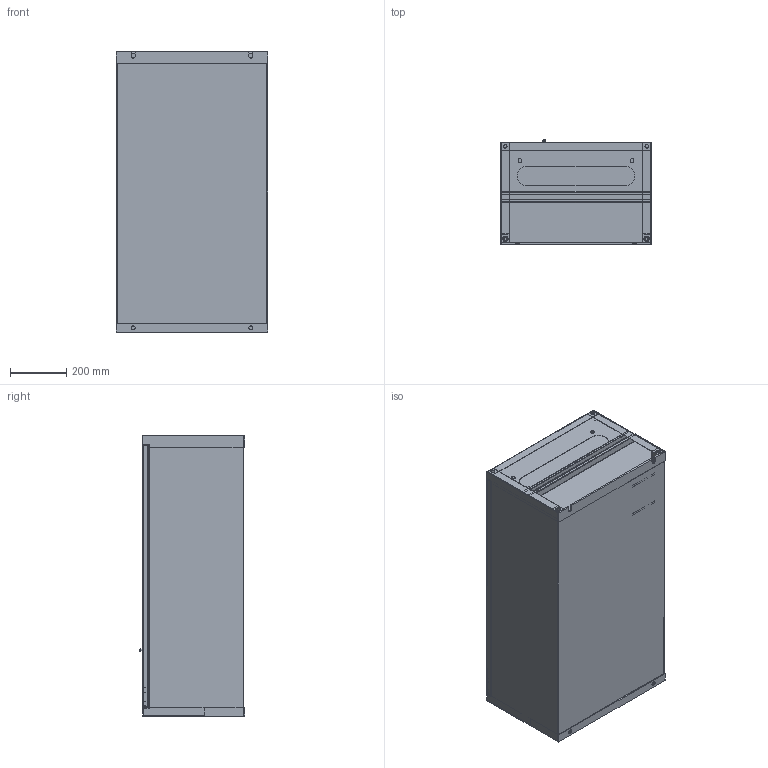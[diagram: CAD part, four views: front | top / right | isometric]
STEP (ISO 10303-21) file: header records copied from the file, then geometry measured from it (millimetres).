
FILE_DESCRIPTION (( 'STEP AP203' ), '1' );
FILE_NAME ('K740 690Â 15 òèïîðàçìåð_Óïðîñòèòü_1.STEP', '2023-08-02T11:51:41', ( '' ), ( '' ), 'SwSTEP 2.0', 'SolidWorks 2022', '' );
FILE_SCHEMA (( 'CONFIG_CONTROL_DESIGN' ));
Length unit declared in the file: millimetre
Products named in the file (1): K740 690В 15 типоразмер_Упростить_1
Bounding box: 540 x 375.8 x 1000 mm (x, y, z)
Volume: 170619612.9 mm3; surface area: 5930249.9 mm2
Topology: 2 solids, 3 shells, 2570 faces, 7331 edges, 4769 vertices
Faces by surface type: cylinder 1221, plane 1205, cone 96, torus 22, sphere 16, bspline 10
Entity records: 87110 total; most frequent: CARTESIAN_POINT 15899, DIRECTION 14938, ORIENTED_EDGE 14610, EDGE_CURVE 7305, AXIS2_PLACEMENT_3D 5232, VERTEX_POINT 4757, LINE 4474, VECTOR 4474
